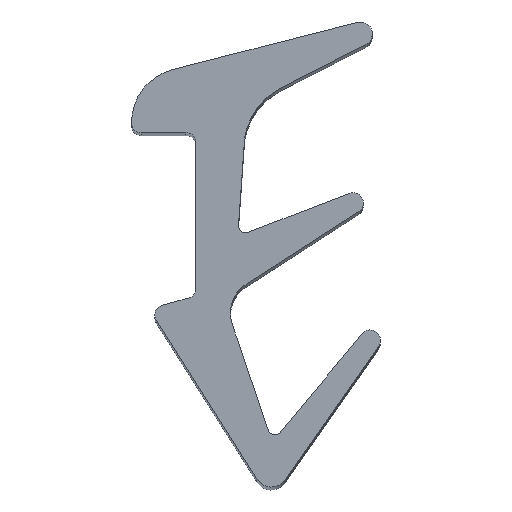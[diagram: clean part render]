
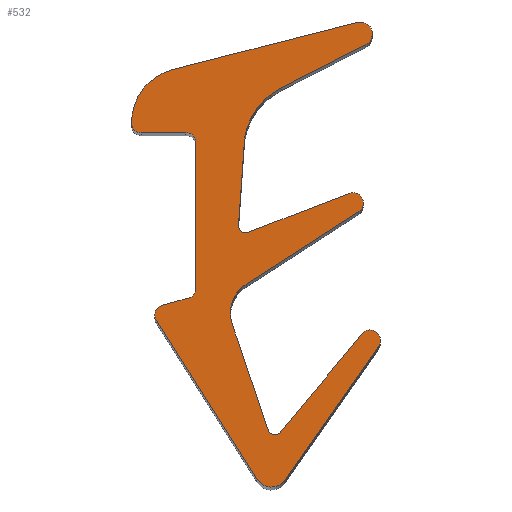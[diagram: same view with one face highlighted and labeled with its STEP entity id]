
A CAD part, top view. The second image highlights one B-rep face of the part: STEP entity #532.
In plain terms, the highlighted planar face has unit normal (0, 0, 1).
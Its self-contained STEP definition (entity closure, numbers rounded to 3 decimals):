
#28=CIRCLE('',#576,1.);
#30=CIRCLE('',#580,0.2);
#32=CIRCLE('',#584,0.3);
#34=CIRCLE('',#588,0.5);
#36=CIRCLE('',#592,0.3);
#38=CIRCLE('',#596,0.3);
#40=CIRCLE('',#600,0.3);
#42=CIRCLE('',#604,0.28);
#44=CIRCLE('',#607,1.6);
#46=CIRCLE('',#611,0.35);
#48=CIRCLE('',#615,2.);
#50=CIRCLE('',#619,0.2);
#52=CIRCLE('',#623,0.3);
#91=FACE_OUTER_BOUND('',#118,.T.);
#118=EDGE_LOOP('',(#443,#444,#445,#446,#447,#448,#449,#450,#451,#452,#453,
#454,#455,#456,#457,#458,#459,#460,#461,#462,#463,#464,#465,#466,#467));
#122=LINE('',#809,#171);
#126=LINE('',#821,#175);
#130=LINE('',#833,#179);
#134=LINE('',#845,#183);
#138=LINE('',#857,#187);
#142=LINE('',#869,#191);
#146=LINE('',#881,#195);
#150=LINE('',#893,#199);
#155=LINE('',#911,#204);
#159=LINE('',#923,#208);
#163=LINE('',#935,#212);
#167=LINE('',#947,#216);
#171=VECTOR('',#641,10.);
#175=VECTOR('',#653,10.);
#179=VECTOR('',#665,10.);
#183=VECTOR('',#677,10.);
#187=VECTOR('',#689,10.);
#191=VECTOR('',#701,10.);
#195=VECTOR('',#713,10.);
#199=VECTOR('',#725,10.);
#204=VECTOR('',#744,10.);
#208=VECTOR('',#756,10.);
#212=VECTOR('',#768,10.);
#216=VECTOR('',#780,10.);
#220=VERTEX_POINT('',#806);
#221=VERTEX_POINT('',#808);
#223=VERTEX_POINT('',#814);
#225=VERTEX_POINT('',#820);
#227=VERTEX_POINT('',#826);
#229=VERTEX_POINT('',#832);
#231=VERTEX_POINT('',#838);
#233=VERTEX_POINT('',#844);
#235=VERTEX_POINT('',#850);
#237=VERTEX_POINT('',#856);
#239=VERTEX_POINT('',#862);
#241=VERTEX_POINT('',#868);
#243=VERTEX_POINT('',#874);
#245=VERTEX_POINT('',#880);
#247=VERTEX_POINT('',#886);
#249=VERTEX_POINT('',#892);
#251=VERTEX_POINT('',#898);
#253=VERTEX_POINT('',#904);
#255=VERTEX_POINT('',#910);
#257=VERTEX_POINT('',#916);
#259=VERTEX_POINT('',#922);
#261=VERTEX_POINT('',#928);
#263=VERTEX_POINT('',#934);
#265=VERTEX_POINT('',#940);
#267=VERTEX_POINT('',#946);
#270=EDGE_CURVE('',#221,#220,#122,.T.);
#273=EDGE_CURVE('',#223,#221,#28,.T.);
#276=EDGE_CURVE('',#225,#223,#126,.T.);
#279=EDGE_CURVE('',#227,#225,#30,.T.);
#282=EDGE_CURVE('',#229,#227,#130,.T.);
#285=EDGE_CURVE('',#231,#229,#32,.T.);
#288=EDGE_CURVE('',#233,#231,#134,.T.);
#291=EDGE_CURVE('',#235,#233,#34,.T.);
#294=EDGE_CURVE('',#237,#235,#138,.T.);
#297=EDGE_CURVE('',#239,#237,#36,.T.);
#300=EDGE_CURVE('',#241,#239,#142,.T.);
#303=EDGE_CURVE('',#243,#241,#38,.T.);
#306=EDGE_CURVE('',#245,#243,#146,.T.);
#309=EDGE_CURVE('',#247,#245,#40,.T.);
#312=EDGE_CURVE('',#249,#247,#150,.T.);
#315=EDGE_CURVE('',#251,#249,#42,.T.);
#318=EDGE_CURVE('',#253,#251,#44,.T.);
#321=EDGE_CURVE('',#255,#253,#155,.T.);
#324=EDGE_CURVE('',#257,#255,#46,.T.);
#327=EDGE_CURVE('',#259,#257,#159,.T.);
#330=EDGE_CURVE('',#261,#259,#48,.T.);
#333=EDGE_CURVE('',#263,#261,#163,.T.);
#336=EDGE_CURVE('',#265,#263,#50,.T.);
#339=EDGE_CURVE('',#267,#265,#167,.T.);
#342=EDGE_CURVE('',#220,#267,#52,.T.);
#443=ORIENTED_EDGE('',*,*,#342,.T.);
#444=ORIENTED_EDGE('',*,*,#339,.T.);
#445=ORIENTED_EDGE('',*,*,#336,.T.);
#446=ORIENTED_EDGE('',*,*,#333,.T.);
#447=ORIENTED_EDGE('',*,*,#330,.T.);
#448=ORIENTED_EDGE('',*,*,#327,.T.);
#449=ORIENTED_EDGE('',*,*,#324,.T.);
#450=ORIENTED_EDGE('',*,*,#321,.T.);
#451=ORIENTED_EDGE('',*,*,#318,.T.);
#452=ORIENTED_EDGE('',*,*,#315,.T.);
#453=ORIENTED_EDGE('',*,*,#312,.T.);
#454=ORIENTED_EDGE('',*,*,#309,.T.);
#455=ORIENTED_EDGE('',*,*,#306,.T.);
#456=ORIENTED_EDGE('',*,*,#303,.T.);
#457=ORIENTED_EDGE('',*,*,#300,.T.);
#458=ORIENTED_EDGE('',*,*,#297,.T.);
#459=ORIENTED_EDGE('',*,*,#294,.T.);
#460=ORIENTED_EDGE('',*,*,#291,.T.);
#461=ORIENTED_EDGE('',*,*,#288,.T.);
#462=ORIENTED_EDGE('',*,*,#285,.T.);
#463=ORIENTED_EDGE('',*,*,#282,.T.);
#464=ORIENTED_EDGE('',*,*,#279,.T.);
#465=ORIENTED_EDGE('',*,*,#276,.T.);
#466=ORIENTED_EDGE('',*,*,#273,.T.);
#467=ORIENTED_EDGE('',*,*,#270,.T.);
#505=PLANE('',#624);
#532=ADVANCED_FACE('',(#91),#505,.T.);
#576=AXIS2_PLACEMENT_3D('',#815,#647,#648);
#580=AXIS2_PLACEMENT_3D('',#827,#659,#660);
#584=AXIS2_PLACEMENT_3D('',#839,#671,#672);
#588=AXIS2_PLACEMENT_3D('',#851,#683,#684);
#592=AXIS2_PLACEMENT_3D('',#863,#695,#696);
#596=AXIS2_PLACEMENT_3D('',#875,#707,#708);
#600=AXIS2_PLACEMENT_3D('',#887,#719,#720);
#604=AXIS2_PLACEMENT_3D('',#899,#731,#732);
#607=AXIS2_PLACEMENT_3D('',#905,#738,#739);
#611=AXIS2_PLACEMENT_3D('',#917,#750,#751);
#615=AXIS2_PLACEMENT_3D('',#929,#762,#763);
#619=AXIS2_PLACEMENT_3D('',#941,#774,#775);
#623=AXIS2_PLACEMENT_3D('',#951,#786,#787);
#624=AXIS2_PLACEMENT_3D('',#952,#788,#789);
#641=DIRECTION('',(0.84,0.542,0.));
#647=DIRECTION('center_axis',(0.,0.,-1.));
#648=DIRECTION('ref_axis',(-0.542,0.84,0.));
#653=DIRECTION('',(-0.321,0.947,0.));
#659=DIRECTION('center_axis',(0.,0.,-1.));
#660=DIRECTION('ref_axis',(-0.947,-0.321,0.));
#665=DIRECTION('',(-0.639,-0.769,0.));
#671=DIRECTION('center_axis',(0.,0.,1.));
#672=DIRECTION('ref_axis',(0.82,-0.572,0.));
#677=DIRECTION('',(0.572,0.82,0.));
#683=DIRECTION('center_axis',(0.,0.,1.));
#684=DIRECTION('ref_axis',(-0.861,-0.508,0.));
#689=DIRECTION('',(0.535,-0.845,0.));
#695=DIRECTION('center_axis',(0.,0.,1.));
#696=DIRECTION('ref_axis',(-0.342,0.94,0.));
#701=DIRECTION('',(-0.965,-0.264,0.));
#707=DIRECTION('center_axis',(0.,0.,-1.));
#708=DIRECTION('ref_axis',(0.342,-0.94,0.));
#713=DIRECTION('',(0.,-1.,0.));
#719=DIRECTION('center_axis',(0.,0.,-1.));
#720=DIRECTION('ref_axis',(1.,0.,0.));
#725=DIRECTION('',(1.,0.,0.));
#731=DIRECTION('center_axis',(0.,0.,1.));
#732=DIRECTION('ref_axis',(-1.,-0.007,0.));
#738=DIRECTION('center_axis',(0.,0.,1.));
#739=DIRECTION('ref_axis',(-0.248,0.969,0.));
#744=DIRECTION('',(-0.969,-0.248,0.));
#750=DIRECTION('center_axis',(0.,0.,1.));
#751=DIRECTION('ref_axis',(0.454,-0.891,0.));
#756=DIRECTION('',(0.891,0.454,0.));
#762=DIRECTION('center_axis',(0.,0.,-1.));
#763=DIRECTION('ref_axis',(-0.454,0.891,0.));
#768=DIRECTION('',(0.07,0.998,0.));
#774=DIRECTION('center_axis',(0.,0.,-1.));
#775=DIRECTION('ref_axis',(-0.998,0.07,0.));
#780=DIRECTION('',(-0.933,-0.359,0.));
#786=DIRECTION('center_axis',(0.,0.,1.));
#787=DIRECTION('ref_axis',(0.542,-0.84,0.));
#788=DIRECTION('center_axis',(0.,0.,1.));
#789=DIRECTION('ref_axis',(1.,0.,0.));
#806=CARTESIAN_POINT('',(40.804,32.113,50.));
#808=CARTESIAN_POINT('',(37.518,29.994,50.));
#809=CARTESIAN_POINT('',(40.804,32.113,50.));
#814=CARTESIAN_POINT('',(37.113,28.832,50.));
#815=CARTESIAN_POINT('Origin',(38.06,29.154,50.));
#820=CARTESIAN_POINT('',(38.167,25.726,50.));
#821=CARTESIAN_POINT('',(37.113,28.832,50.));
#826=CARTESIAN_POINT('',(38.51,25.663,50.));
#827=CARTESIAN_POINT('Origin',(38.357,25.791,50.));
#832=CARTESIAN_POINT('',(40.911,28.551,50.));
#833=CARTESIAN_POINT('',(38.51,25.663,50.));
#838=CARTESIAN_POINT('',(41.388,28.187,50.));
#839=CARTESIAN_POINT('Origin',(41.142,28.359,50.));
#844=CARTESIAN_POINT('',(38.663,24.285,50.));
#845=CARTESIAN_POINT('',(41.388,28.187,50.));
#850=CARTESIAN_POINT('',(37.823,24.317,50.));
#851=CARTESIAN_POINT('Origin',(38.253,24.571,50.));
#856=CARTESIAN_POINT('',(34.899,28.931,50.));
#857=CARTESIAN_POINT('',(37.823,24.317,50.));
#862=CARTESIAN_POINT('',(35.049,29.374,50.));
#863=CARTESIAN_POINT('Origin',(35.152,29.093,50.));
#868=CARTESIAN_POINT('',(35.855,29.595,50.));
#869=CARTESIAN_POINT('',(35.049,29.374,50.));
#874=CARTESIAN_POINT('',(36.052,29.877,50.));
#875=CARTESIAN_POINT('Origin',(35.752,29.877,50.));
#880=CARTESIAN_POINT('',(36.052,34.121,50.));
#881=CARTESIAN_POINT('',(36.052,29.877,50.));
#886=CARTESIAN_POINT('',(35.752,34.421,50.));
#887=CARTESIAN_POINT('Origin',(35.752,34.121,50.));
#892=CARTESIAN_POINT('',(34.452,34.421,50.));
#893=CARTESIAN_POINT('',(35.752,34.421,50.));
#898=CARTESIAN_POINT('',(34.172,34.699,50.));
#899=CARTESIAN_POINT('Origin',(34.452,34.701,50.));
#904=CARTESIAN_POINT('',(35.375,36.26,50.));
#905=CARTESIAN_POINT('Origin',(35.772,34.71,50.));
#910=CARTESIAN_POINT('',(40.765,37.639,50.));
#911=CARTESIAN_POINT('',(35.375,36.26,50.));
#916=CARTESIAN_POINT('',(41.011,36.989,50.));
#917=CARTESIAN_POINT('Origin',(40.852,37.301,50.));
#922=CARTESIAN_POINT('',(38.544,35.732,50.));
#923=CARTESIAN_POINT('',(41.011,36.989,50.));
#928=CARTESIAN_POINT('',(37.452,33.95,50.));
#929=CARTESIAN_POINT('Origin',(39.452,33.95,50.));
#934=CARTESIAN_POINT('',(37.295,31.706,50.));
#935=CARTESIAN_POINT('',(37.452,33.95,50.));
#940=CARTESIAN_POINT('',(37.566,31.505,50.));
#941=CARTESIAN_POINT('Origin',(37.495,31.692,50.));
#946=CARTESIAN_POINT('',(40.534,32.645,50.));
#947=CARTESIAN_POINT('',(37.566,31.505,50.));
#951=CARTESIAN_POINT('Origin',(40.642,32.365,50.));
#952=CARTESIAN_POINT('Origin',(37.807,30.861,50.));
